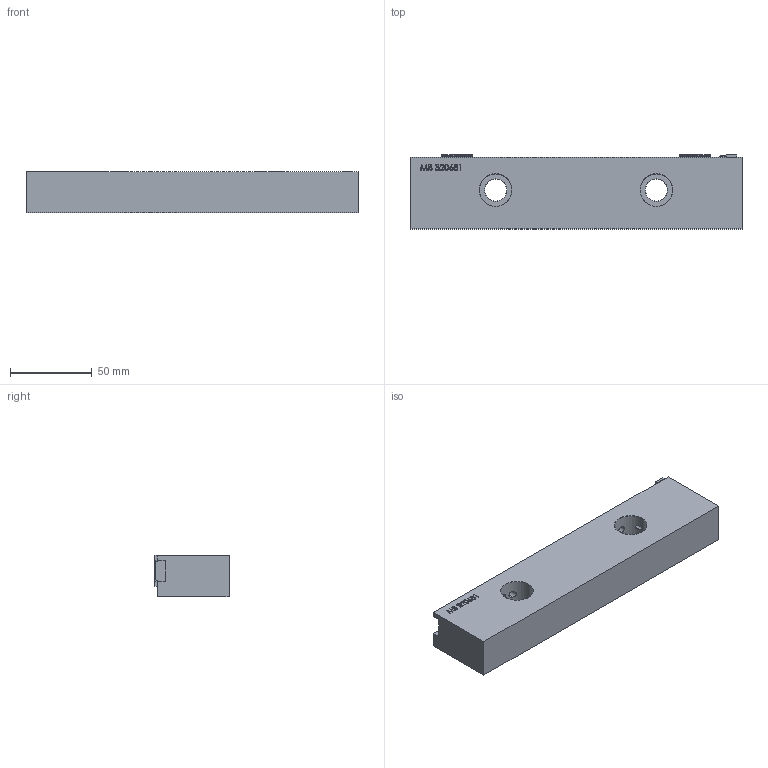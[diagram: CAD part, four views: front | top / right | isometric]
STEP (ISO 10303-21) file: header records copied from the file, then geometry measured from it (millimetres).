
FILE_DESCRIPTION (( 'STEP AP214' ), '1' );
FILE_NAME ('32068.STEP', '2025-06-05T12:55:57', ( '' ), ( '' ), 'SwSTEP 2.0', 'SolidWorks 2021', '' );
FILE_SCHEMA (( 'AUTOMOTIVE_DESIGN' ));
Length unit declared in the file: inch
Products named in the file (7): M58MM LHCS_M58MM LHCS; 320681_320681; 33020_33020; 320201_320201; 320501_320501; 32068; 33050_33050
Assembly tree (8 placements, depth 3):
  32068
    320681_320681
    33050_33050  x2
      320501_320501
      M58MM LHCS_M58MM LHCS
    33020_33020
      320201_320201
      M58MM LHCS_M58MM LHCS
Bounding box: 203.2 x 45.31 x 25.41 mm (x, y, z)
Volume: 198924.2 mm3; surface area: 41750.5 mm2
Topology: 7 solids, 7 shells, 520 faces, 1297 edges, 798 vertices
Faces by surface type: cylinder 168, plane 161, cone 118, bspline 73
Entity records: 17404 total; most frequent: CARTESIAN_POINT 8281, ORIENTED_EDGE 1830, DIRECTION 1521, EDGE_CURVE 915, VERTEX_POINT 578, LINE 507, VECTOR 507, AXIS2_PLACEMENT_3D 507
